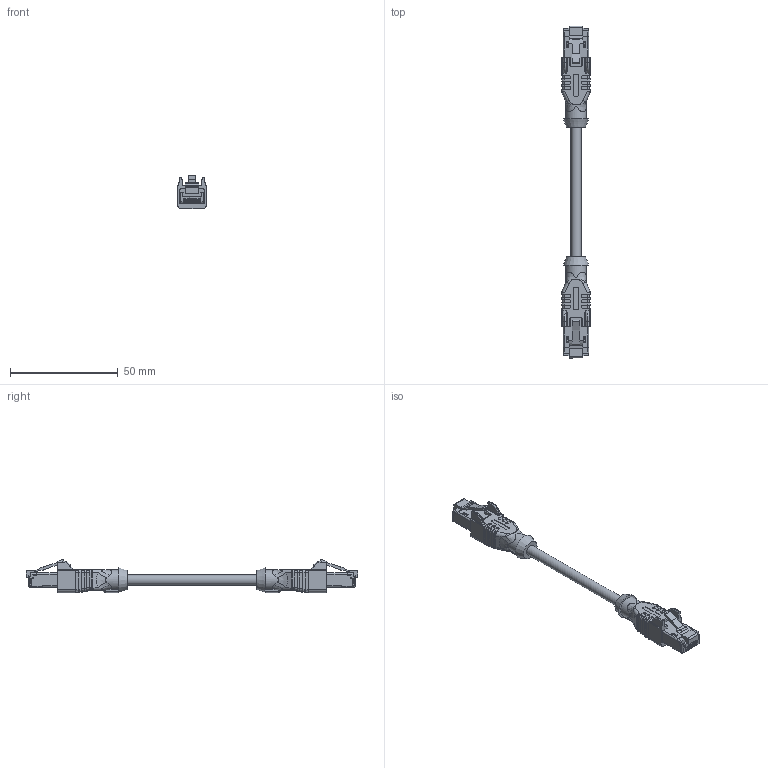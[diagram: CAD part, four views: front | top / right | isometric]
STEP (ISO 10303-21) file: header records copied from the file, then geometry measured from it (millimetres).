
FILE_DESCRIPTION(/* description */ (''),/* implementation_level */ '2;1');
FILE_NAME(/* name */ 'IE-RJ45SS8-m-IE-RJ45SS8_stp_stp_stp.stp',/* time_stamp */ '2018-08-27T12:43:02+02:00',/* author */ (''),/* organization */ (''),/* preprocessor_version */ 'ST-DEVELOPER v16',/* originating_system */ 'SIEMENS PLM Software NX 10.0',/* authorisation */ '');
FILE_SCHEMA (('AUTOMOTIVE_DESIGN { 1 0 10303 214 3 1 1 1 }'));
Length unit declared in the file: millimetre
Products named in the file (1): IE-RJ45SS8-m-IE-RJ45SS8_stp_stp_stp
Bounding box: 13.3 x 154.1 x 15.4 mm (x, y, z)
Volume: 10411.2 mm3; surface area: 6101 mm2
Topology: 1 solids, 1 shells, 1181 faces, 3218 edges, 2041 vertices
Faces by surface type: plane 624, cylinder 403, torus 74, bspline 68, sphere 8, cone 4
Full cylindrical faces by diameter (mm): 4.8 x1
Entity records: 39382 total; most frequent: CARTESIAN_POINT 9766, ORIENTED_EDGE 6412, DIRECTION 6026, EDGE_CURVE 3206, LINE 2170, VECTOR 2170, VERTEX_POINT 2038, AXIS2_PLACEMENT_3D 1928
